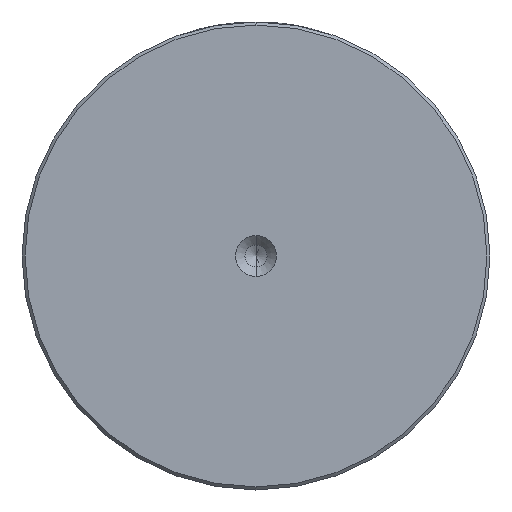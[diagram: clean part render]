
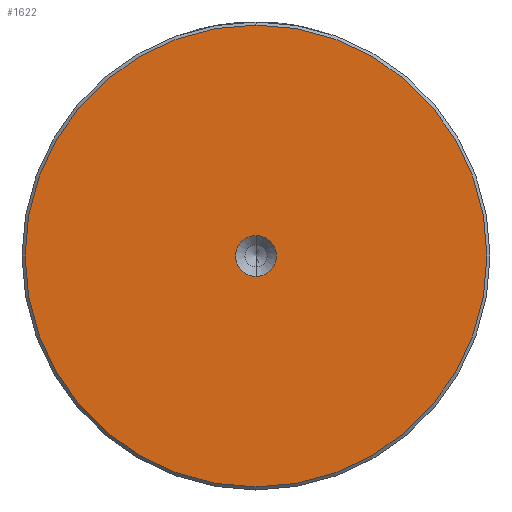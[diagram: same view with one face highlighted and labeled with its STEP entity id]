
A CAD part, left-side view. The second image highlights one B-rep face of the part: STEP entity #1622.
In plain terms, the highlighted planar face has unit normal (-1, 0, 0).
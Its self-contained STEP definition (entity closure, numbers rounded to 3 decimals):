
#13 = DIRECTION ( 'NONE',  ( -1., 0., 0. ) ) ;
#16 = CARTESIAN_POINT ( 'NONE',  ( 0., 0., -3.3 ) ) ;
#72 = DIRECTION ( 'NONE',  ( -1., 0., 0. ) ) ;
#102 = DIRECTION ( 'NONE',  ( -1., 0., 0. ) ) ;
#114 = VERTEX_POINT ( 'NONE', #16 ) ;
#171 = EDGE_LOOP ( 'NONE', ( #2296, #495 ) ) ;
#495 = ORIENTED_EDGE ( 'NONE', *, *, #2423, .T. ) ;
#500 = FACE_BOUND ( 'NONE', #2184, .T. ) ;
#594 = ORIENTED_EDGE ( 'NONE', *, *, #909, .F. ) ;
#660 = VERTEX_POINT ( 'NONE', #1747 ) ;
#740 = AXIS2_PLACEMENT_3D ( 'NONE', #1105, #2840, #1356 ) ;
#909 = EDGE_CURVE ( 'NONE', #1453, #114, #2484, .T. ) ;
#922 = EDGE_CURVE ( 'NONE', #114, #1453, #1667, .T. ) ;
#1105 = CARTESIAN_POINT ( 'NONE',  ( 0., 0., 0. ) ) ;
#1153 = CARTESIAN_POINT ( 'NONE',  ( 0., 0., 0. ) ) ;
#1179 = FACE_OUTER_BOUND ( 'NONE', #171, .T. ) ;
#1287 = CIRCLE ( 'NONE', #740, 37.5 ) ;
#1320 = VERTEX_POINT ( 'NONE', #1333 ) ;
#1333 = CARTESIAN_POINT ( 'NONE',  ( 0., 0., -37.5 ) ) ;
#1356 = DIRECTION ( 'NONE',  ( 0., 0., 1. ) ) ;
#1407 = DIRECTION ( 'NONE',  ( 0., 0., 1. ) ) ;
#1453 = VERTEX_POINT ( 'NONE', #1785 ) ;
#1521 = CARTESIAN_POINT ( 'NONE',  ( 0., 0., 0. ) ) ;
#1570 = CARTESIAN_POINT ( 'NONE',  ( 0., 0., 0. ) ) ;
#1622 = ADVANCED_FACE ( 'NONE', ( #1179, #500 ), #1833, .T. ) ;
#1667 = CIRCLE ( 'NONE', #2197, 3.3 ) ;
#1747 = CARTESIAN_POINT ( 'NONE',  ( 0., 0., 37.5 ) ) ;
#1767 = DIRECTION ( 'NONE',  ( 0., 0., 1. ) ) ;
#1785 = CARTESIAN_POINT ( 'NONE',  ( 0., 0., 3.3 ) ) ;
#1821 = DIRECTION ( 'NONE',  ( 0., 0., 1. ) ) ;
#1833 = PLANE ( 'NONE',  #3002 ) ;
#1848 = AXIS2_PLACEMENT_3D ( 'NONE', #1521, #13, #1767 ) ;
#1857 = DIRECTION ( 'NONE',  ( 0., 0., 1. ) ) ;
#2003 = CIRCLE ( 'NONE', #3041, 37.5 ) ;
#2169 = EDGE_CURVE ( 'NONE', #1320, #660, #2003, .T. ) ;
#2184 = EDGE_LOOP ( 'NONE', ( #594, #3160 ) ) ;
#2197 = AXIS2_PLACEMENT_3D ( 'NONE', #1570, #72, #1821 ) ;
#2296 = ORIENTED_EDGE ( 'NONE', *, *, #2169, .T. ) ;
#2423 = EDGE_CURVE ( 'NONE', #660, #1320, #1287, .T. ) ;
#2484 = CIRCLE ( 'NONE', #1848, 3.3 ) ;
#2840 = DIRECTION ( 'NONE',  ( -1., 0., 0. ) ) ;
#2841 = CARTESIAN_POINT ( 'NONE',  ( 0., 0., 0. ) ) ;
#2898 = DIRECTION ( 'NONE',  ( -1., 0., 0. ) ) ;
#3002 = AXIS2_PLACEMENT_3D ( 'NONE', #2841, #102, #1857 ) ;
#3041 = AXIS2_PLACEMENT_3D ( 'NONE', #1153, #2898, #1407 ) ;
#3160 = ORIENTED_EDGE ( 'NONE', *, *, #922, .F. ) ;
